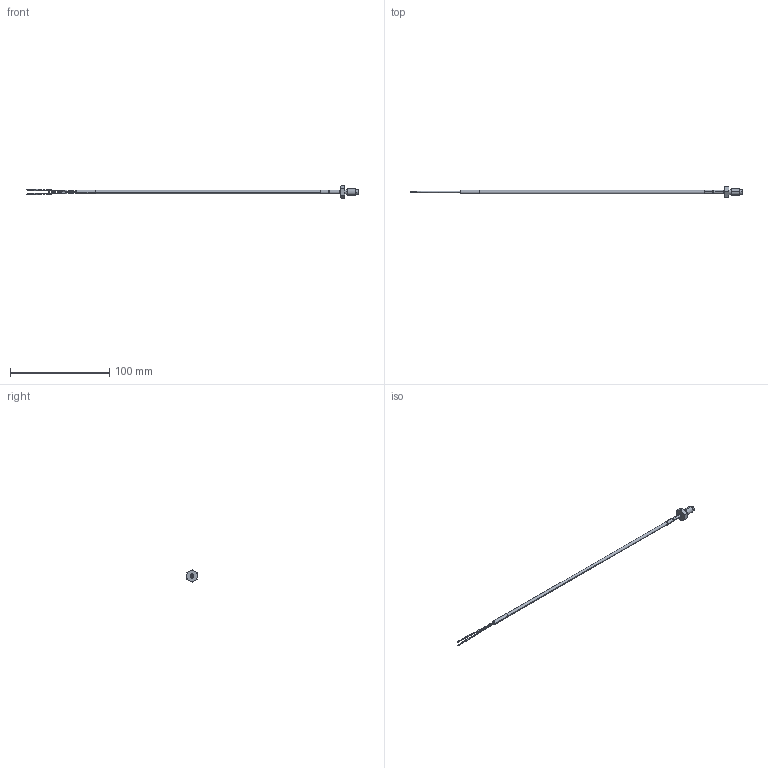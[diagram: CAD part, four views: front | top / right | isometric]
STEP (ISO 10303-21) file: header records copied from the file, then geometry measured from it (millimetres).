
FILE_DESCRIPTION (( 'STEP AP214' ), '1' );
FILE_NAME ('NTC10K3-N38P14-01.STEP', '2024-04-24T17:22:15', ( '' ), ( '' ), 'SwSTEP 2.0', 'SolidWorks 2021', '' );
FILE_SCHEMA (( 'AUTOMOTIVE_DESIGN' ));
Length unit declared in the file: inch
Products named in the file (1): NTC10K3-N38P14-01
Bounding box: 334.17 x 11.06 x 12.77 mm (x, y, z)
Volume: 3196.7 mm3; surface area: 4904.8 mm2
Topology: 3 solids, 4 shells, 94 faces, 194 edges, 117 vertices
Faces by surface type: cylinder 28, cone 24, plane 24, bspline 16, torus 2
Entity records: 2858 total; most frequent: CARTESIAN_POINT 884, DIRECTION 400, ORIENTED_EDGE 384, EDGE_CURVE 192, AXIS2_PLACEMENT_3D 177, VERTEX_POINT 117, EDGE_LOOP 109, CIRCLE 98
